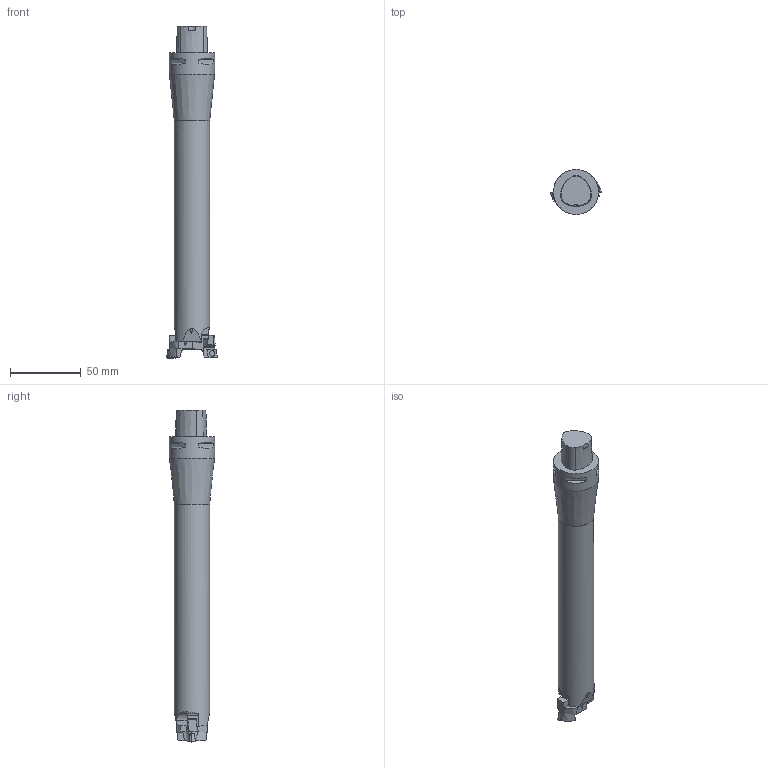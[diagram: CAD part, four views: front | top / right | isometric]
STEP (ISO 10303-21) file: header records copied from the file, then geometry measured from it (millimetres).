
FILE_DESCRIPTION(/* description */ (''),/* implementation_level */ '2;1');
FILE_NAME(/* name */ '1566891961111.stp',/* time_stamp */ '2019-08-27T09:46:08+02:00',/* author */ (''),/* organization */ ('SMS'),/* preprocessor_version */ 'ST-DEVELOPER v16.7',/* originating_system */ 'SIEMENS PLM Software NX 12.0',/* authorisation */ '');
FILE_SCHEMA (('AUTOMOTIVE_DESIGN { 1 0 10303 214 3 1 1 1 }'));
Length unit declared in the file: millimetre
Products named in the file (10): ASSEMBLY_CONSTRUCTION; 201026556mod000_00; IsoTurningInsert; 201026509mod000_00; 201108498mod000_00; 201026585mod000_01; 201026528mod000_01; 201108554mod000_01
Assembly tree (10 placements, depth 3):
  201108554mod000_01
    201026528mod000_01
      201026509mod000_00
      IsoTurningInsert
      ASSEMBLY_CONSTRUCTION
    201026585mod000_01
      201026556mod000_00
      IsoTurningInsert
      ASSEMBLY_CONSTRUCTION
    201108498mod000_00
    ASSEMBLY_CONSTRUCTION
Bounding box: 36 x 32 x 235 mm (x, y, z)
Volume: 118219.2 mm3; surface area: 21970.1 mm2
Topology: 5 solids, 5 shells, 202 faces, 519 edges, 362 vertices
Faces by surface type: plane 136, cylinder 20, cone 19, extrusion 18, torus 9
Full cylindrical faces by diameter (mm): 2.8 x4, 25 x1, 32 x1
Entity records: 7096 total; most frequent: CARTESIAN_POINT 1837, ORIENTED_EDGE 916, DIRECTION 856, EDGE_CURVE 458, VERTEX_POINT 311, VECTOR 294, AXIS2_PLACEMENT_3D 281, LINE 276
